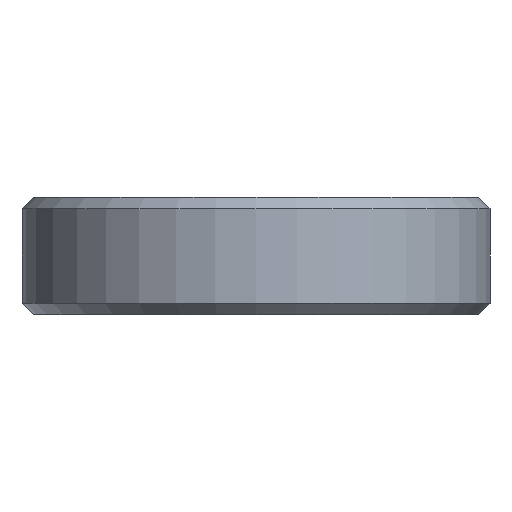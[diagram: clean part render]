
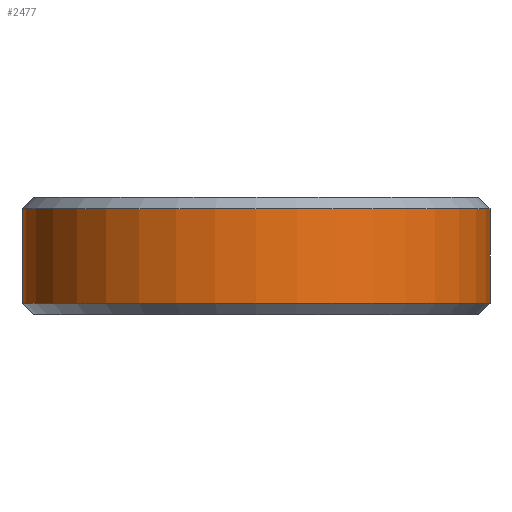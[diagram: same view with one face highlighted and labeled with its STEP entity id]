
A CAD part, left-side view. The second image highlights one B-rep face of the part: STEP entity #2477.
In plain terms, the highlighted cylindrical face has radius 6.25 mm (diameter 12.5 mm), a partial arc.
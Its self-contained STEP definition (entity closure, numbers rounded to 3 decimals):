
#382 = CONICAL_SURFACE('',#383,6.25,0.785);
#383 = AXIS2_PLACEMENT_3D('',#384,#385,#386);
#384 = CARTESIAN_POINT('',(0.,0.,0.3));
#385 = DIRECTION('',(0.,0.,1.));
#386 = DIRECTION('',(0.,1.,0.));
#1326 = VERTEX_POINT('',#1327);
#1327 = CARTESIAN_POINT('',(0.,-6.25,0.3));
#1362 = PLANE('',#1363);
#1363 = AXIS2_PLACEMENT_3D('',#1364,#1365,#1366);
#1364 = CARTESIAN_POINT('',(125.,-6.25,0.));
#1365 = DIRECTION('',(0.,-1.,0.));
#1366 = DIRECTION('',(-1.,0.,0.));
#1380 = VERTEX_POINT('',#1381);
#1381 = CARTESIAN_POINT('',(0.,6.25,0.3));
#1401 = EDGE_CURVE('',#1380,#1326,#1402,.T.);
#1402 = SURFACE_CURVE('',#1403,(#1408,#1415),.PCURVE_S1.);
#1403 = CIRCLE('',#1404,6.25);
#1404 = AXIS2_PLACEMENT_3D('',#1405,#1406,#1407);
#1405 = CARTESIAN_POINT('',(0.,0.,0.3));
#1406 = DIRECTION('',(0.,-0.,1.));
#1407 = DIRECTION('',(0.,1.,0.));
#1408 = PCURVE('',#382,#1409);
#1409 = DEFINITIONAL_REPRESENTATION('',(#1410),#1414);
#1410 = LINE('',#1411,#1412);
#1411 = CARTESIAN_POINT('',(0.,-0.));
#1412 = VECTOR('',#1413,1.);
#1413 = DIRECTION('',(1.,-0.));
#1414 = ( GEOMETRIC_REPRESENTATION_CONTEXT(2) 
PARAMETRIC_REPRESENTATION_CONTEXT() REPRESENTATION_CONTEXT('2D SPACE',''
  ) );
#1415 = PCURVE('',#1416,#1421);
#1416 = CYLINDRICAL_SURFACE('',#1417,6.25);
#1417 = AXIS2_PLACEMENT_3D('',#1418,#1419,#1420);
#1418 = CARTESIAN_POINT('',(0.,0.,0.));
#1419 = DIRECTION('',(-0.,-0.,-1.));
#1420 = DIRECTION('',(1.,0.,0.));
#1421 = DEFINITIONAL_REPRESENTATION('',(#1422),#1426);
#1422 = LINE('',#1423,#1424);
#1423 = CARTESIAN_POINT('',(-1.571,-0.3));
#1424 = VECTOR('',#1425,1.);
#1425 = DIRECTION('',(-1.,0.));
#1426 = ( GEOMETRIC_REPRESENTATION_CONTEXT(2) 
PARAMETRIC_REPRESENTATION_CONTEXT() REPRESENTATION_CONTEXT('2D SPACE',''
  ) );
#1448 = PLANE('',#1449);
#1449 = AXIS2_PLACEMENT_3D('',#1450,#1451,#1452);
#1450 = CARTESIAN_POINT('',(125.,6.25,0.));
#1451 = DIRECTION('',(0.,-1.,0.));
#1452 = DIRECTION('',(-1.,0.,0.));
#2429 = VERTEX_POINT('',#2430);
#2430 = CARTESIAN_POINT('',(0.,-6.25,2.825));
#2456 = EDGE_CURVE('',#1326,#2429,#2457,.T.);
#2457 = SURFACE_CURVE('',#2458,(#2462,#2469),.PCURVE_S1.);
#2458 = LINE('',#2459,#2460);
#2459 = CARTESIAN_POINT('',(0.,-6.25,0.));
#2460 = VECTOR('',#2461,1.);
#2461 = DIRECTION('',(0.,0.,1.));
#2462 = PCURVE('',#1362,#2463);
#2463 = DEFINITIONAL_REPRESENTATION('',(#2464),#2468);
#2464 = LINE('',#2465,#2466);
#2465 = CARTESIAN_POINT('',(125.,0.));
#2466 = VECTOR('',#2467,1.);
#2467 = DIRECTION('',(0.,-1.));
#2468 = ( GEOMETRIC_REPRESENTATION_CONTEXT(2) 
PARAMETRIC_REPRESENTATION_CONTEXT() REPRESENTATION_CONTEXT('2D SPACE',''
  ) );
#2469 = PCURVE('',#1416,#2470);
#2470 = DEFINITIONAL_REPRESENTATION('',(#2471),#2475);
#2471 = LINE('',#2472,#2473);
#2472 = CARTESIAN_POINT('',(-4.712,0.));
#2473 = VECTOR('',#2474,1.);
#2474 = DIRECTION('',(-0.,-1.));
#2475 = ( GEOMETRIC_REPRESENTATION_CONTEXT(2) 
PARAMETRIC_REPRESENTATION_CONTEXT() REPRESENTATION_CONTEXT('2D SPACE',''
  ) );
#2477 = ADVANCED_FACE('',(#2478),#1416,.T.);
#2478 = FACE_BOUND('',#2479,.F.);
#2479 = EDGE_LOOP('',(#2480,#2503,#2530,#2531));
#2480 = ORIENTED_EDGE('',*,*,#2481,.T.);
#2481 = EDGE_CURVE('',#1380,#2482,#2484,.T.);
#2482 = VERTEX_POINT('',#2483);
#2483 = CARTESIAN_POINT('',(0.,6.25,2.825));
#2484 = SURFACE_CURVE('',#2485,(#2489,#2496),.PCURVE_S1.);
#2485 = LINE('',#2486,#2487);
#2486 = CARTESIAN_POINT('',(0.,6.25,0.));
#2487 = VECTOR('',#2488,1.);
#2488 = DIRECTION('',(0.,0.,1.));
#2489 = PCURVE('',#1416,#2490);
#2490 = DEFINITIONAL_REPRESENTATION('',(#2491),#2495);
#2491 = LINE('',#2492,#2493);
#2492 = CARTESIAN_POINT('',(-1.571,0.));
#2493 = VECTOR('',#2494,1.);
#2494 = DIRECTION('',(-0.,-1.));
#2495 = ( GEOMETRIC_REPRESENTATION_CONTEXT(2) 
PARAMETRIC_REPRESENTATION_CONTEXT() REPRESENTATION_CONTEXT('2D SPACE',''
  ) );
#2496 = PCURVE('',#1448,#2497);
#2497 = DEFINITIONAL_REPRESENTATION('',(#2498),#2502);
#2498 = LINE('',#2499,#2500);
#2499 = CARTESIAN_POINT('',(125.,0.));
#2500 = VECTOR('',#2501,1.);
#2501 = DIRECTION('',(0.,-1.));
#2502 = ( GEOMETRIC_REPRESENTATION_CONTEXT(2) 
PARAMETRIC_REPRESENTATION_CONTEXT() REPRESENTATION_CONTEXT('2D SPACE',''
  ) );
#2503 = ORIENTED_EDGE('',*,*,#2504,.T.);
#2504 = EDGE_CURVE('',#2482,#2429,#2505,.T.);
#2505 = SURFACE_CURVE('',#2506,(#2511,#2518),.PCURVE_S1.);
#2506 = CIRCLE('',#2507,6.25);
#2507 = AXIS2_PLACEMENT_3D('',#2508,#2509,#2510);
#2508 = CARTESIAN_POINT('',(0.,0.,2.825));
#2509 = DIRECTION('',(0.,-0.,1.));
#2510 = DIRECTION('',(0.,1.,0.));
#2511 = PCURVE('',#1416,#2512);
#2512 = DEFINITIONAL_REPRESENTATION('',(#2513),#2517);
#2513 = LINE('',#2514,#2515);
#2514 = CARTESIAN_POINT('',(-1.571,-2.825));
#2515 = VECTOR('',#2516,1.);
#2516 = DIRECTION('',(-1.,0.));
#2517 = ( GEOMETRIC_REPRESENTATION_CONTEXT(2) 
PARAMETRIC_REPRESENTATION_CONTEXT() REPRESENTATION_CONTEXT('2D SPACE',''
  ) );
#2518 = PCURVE('',#2519,#2524);
#2519 = CONICAL_SURFACE('',#2520,6.25,0.785);
#2520 = AXIS2_PLACEMENT_3D('',#2521,#2522,#2523);
#2521 = CARTESIAN_POINT('',(0.,0.,2.825));
#2522 = DIRECTION('',(-0.,-0.,-1.));
#2523 = DIRECTION('',(0.,1.,0.));
#2524 = DEFINITIONAL_REPRESENTATION('',(#2525),#2529);
#2525 = LINE('',#2526,#2527);
#2526 = CARTESIAN_POINT('',(-0.,-0.));
#2527 = VECTOR('',#2528,1.);
#2528 = DIRECTION('',(-1.,-0.));
#2529 = ( GEOMETRIC_REPRESENTATION_CONTEXT(2) 
PARAMETRIC_REPRESENTATION_CONTEXT() REPRESENTATION_CONTEXT('2D SPACE',''
  ) );
#2530 = ORIENTED_EDGE('',*,*,#2456,.F.);
#2531 = ORIENTED_EDGE('',*,*,#1401,.F.);
